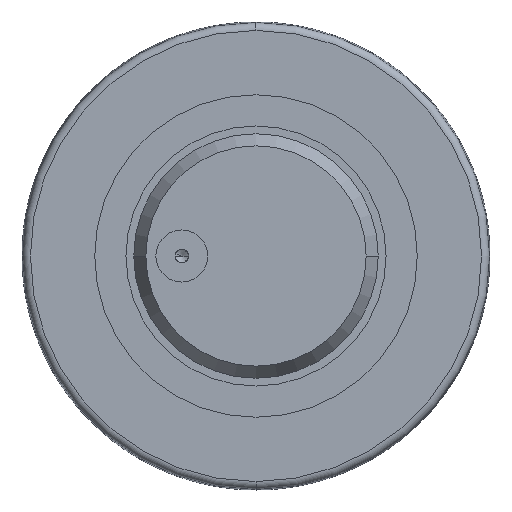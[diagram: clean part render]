
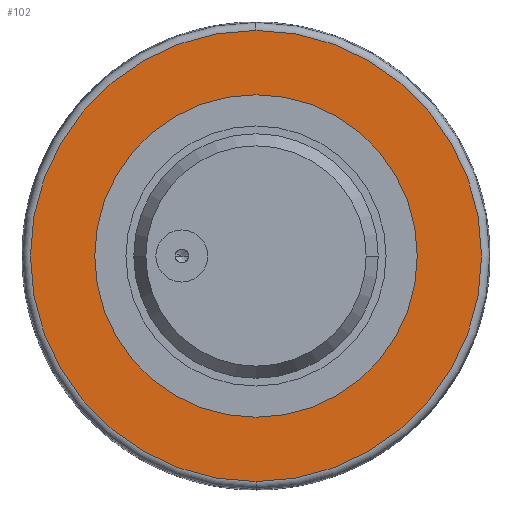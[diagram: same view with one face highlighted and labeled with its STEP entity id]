
A CAD part, left-side view. The second image highlights one B-rep face of the part: STEP entity #102.
In plain terms, the highlighted planar face has unit normal (-1, 0, 0).
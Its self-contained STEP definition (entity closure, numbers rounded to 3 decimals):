
#102=ADVANCED_FACE('',(#172,#173),#174,.T.);
#172=FACE_BOUND('',#258,.T.);
#173=FACE_OUTER_BOUND('',#259,.T.);
#174=PLANE('',#260);
#258=EDGE_LOOP('',(#479,#480));
#259=EDGE_LOOP('',(#481,#482,#483));
#260=AXIS2_PLACEMENT_3D('',#484,#485,#486);
#479=ORIENTED_EDGE('',*,*,#569,.T.);
#480=ORIENTED_EDGE('',*,*,#636,.T.);
#481=ORIENTED_EDGE('',*,*,#594,.F.);
#482=ORIENTED_EDGE('',*,*,#593,.F.);
#483=ORIENTED_EDGE('',*,*,#637,.F.);
#484=CARTESIAN_POINT('',(12.5,43.361,0.0));
#485=DIRECTION('',(-1.0,0.,0.0));
#486=DIRECTION('',(0.,-1.0,0.0));
#569=EDGE_CURVE('',#648,#652,#654,.T.);
#593=EDGE_CURVE('',#697,#699,#700,.T.);
#594=EDGE_CURVE('',#699,#701,#702,.T.);
#636=EDGE_CURVE('',#652,#648,#769,.T.);
#637=EDGE_CURVE('',#701,#697,#770,.T.);
#648=VERTEX_POINT('',#781);
#652=VERTEX_POINT('',#786);
#654=CIRCLE('',#789,62.0);
#697=VERTEX_POINT('',#838);
#699=VERTEX_POINT('',#840);
#700=CIRCLE('',#841,86.722);
#701=VERTEX_POINT('',#842);
#702=CIRCLE('',#843,86.722);
#769=CIRCLE('',#926,62.0);
#770=CIRCLE('',#927,86.722);
#781=CARTESIAN_POINT('',(12.5,0.0,-62.0));
#786=CARTESIAN_POINT('',(12.5,0.,62.0));
#789=AXIS2_PLACEMENT_3D('',#942,#943,#944);
#838=CARTESIAN_POINT('',(12.5,0.,-86.722));
#840=CARTESIAN_POINT('',(12.5,86.722,0.0));
#841=AXIS2_PLACEMENT_3D('',#1002,#1003,#1004);
#842=CARTESIAN_POINT('',(12.5,0.,86.722));
#843=AXIS2_PLACEMENT_3D('',#1005,#1006,#1007);
#926=AXIS2_PLACEMENT_3D('',#1099,#1100,#1101);
#927=AXIS2_PLACEMENT_3D('',#1102,#1103,#1104);
#942=CARTESIAN_POINT('',(12.5,0.0,0.0));
#943=DIRECTION('',(1.0,0.0,0.0));
#944=DIRECTION('',(0.0,0.0,-1.0));
#1002=CARTESIAN_POINT('',(12.5,0.0,0.0));
#1003=DIRECTION('',(1.0,0.0,0.0));
#1004=DIRECTION('',(0.0,1.0,0.0));
#1005=CARTESIAN_POINT('',(12.5,0.0,0.0));
#1006=DIRECTION('',(1.0,0.0,0.0));
#1007=DIRECTION('',(0.0,1.0,0.0));
#1099=CARTESIAN_POINT('',(12.5,0.0,0.0));
#1100=DIRECTION('',(1.0,0.0,0.0));
#1101=DIRECTION('',(0.0,0.0,-1.0));
#1102=CARTESIAN_POINT('',(12.5,0.0,0.0));
#1103=DIRECTION('',(1.0,0.0,0.0));
#1104=DIRECTION('',(0.0,1.0,0.0));
